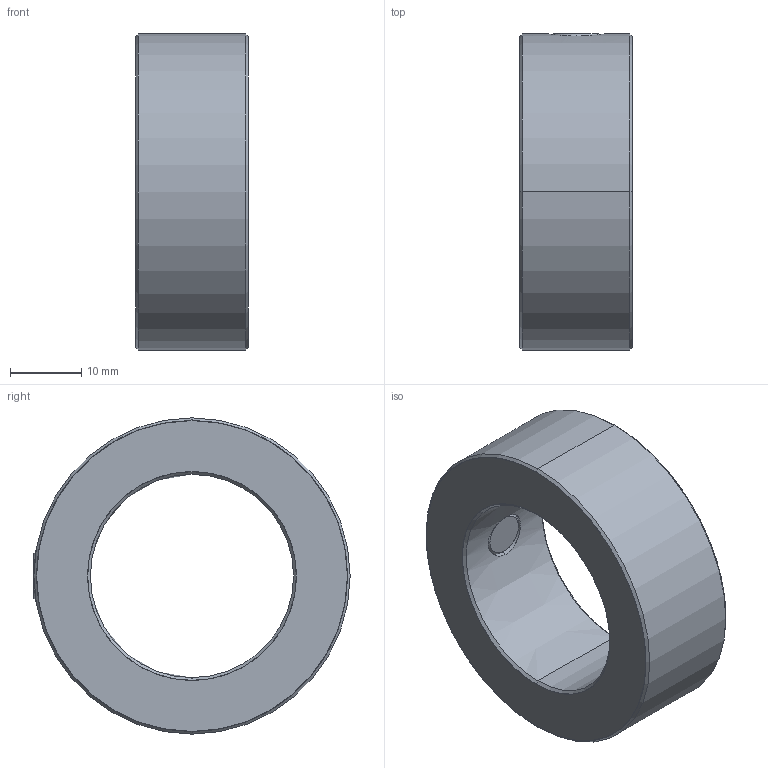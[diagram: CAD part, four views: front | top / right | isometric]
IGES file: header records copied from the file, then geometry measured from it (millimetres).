
Start section: SolidWorks IGES file using analytic representation for surfaces
Global section: file name: B000P0Q95K.3D.IGS; native system: SolidWorks 2008; preprocessor: SolidWorks 2008; author: AE11; date: 130106.121240; units: millimetre
Bounding box: 15.88 x 44.45 x 44.45 mm (x, y, z)
Surface area: 5400.5 mm2 (no closed solid volume)
Topology: 0 solids, 0 shells, 32 faces, 569 edges, 569 vertices
Faces by surface type: revolution 21, bspline 11
